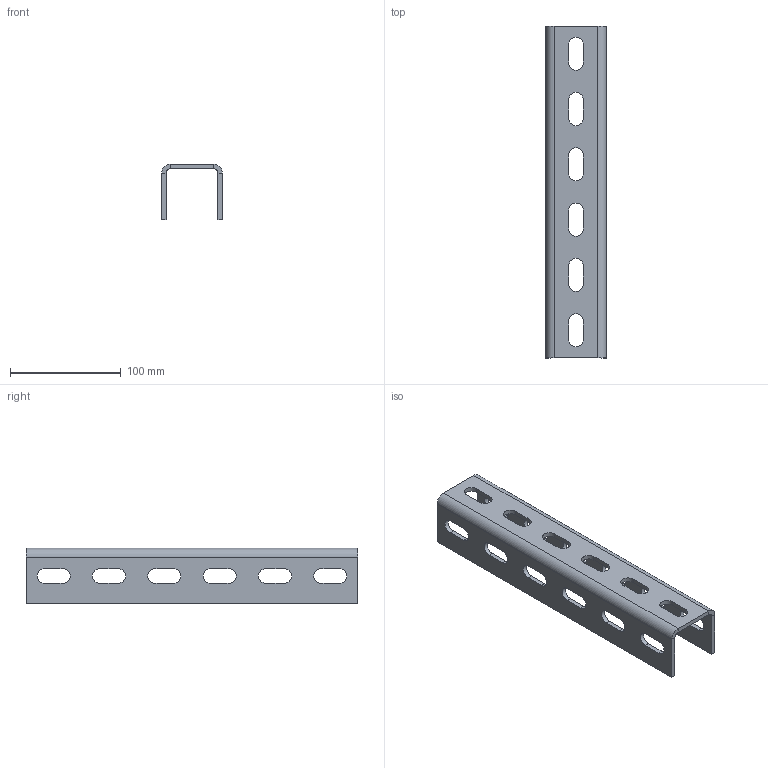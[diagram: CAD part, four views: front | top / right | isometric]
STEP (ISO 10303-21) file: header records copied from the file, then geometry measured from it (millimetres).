
FILE_DESCRIPTION((''),'2;1');
FILE_NAME('612203_PRT','2018-12-05T12:15:54',('tomasz.grudniewski'),(''),'CREO PARAMETRIC BY PTC INC, 2018260','CREO PARAMETRIC BY PTC INC, 2018260','');
FILE_SCHEMA(('CONFIG_CONTROL_DESIGN'));
Length unit declared in the file: millimetre
Products named in the file (1): 612203_PRT
Bounding box: 55 x 300 x 50 mm (x, y, z)
Volume: 144750.7 mm3; surface area: 81298.7 mm2
Topology: 1 solids, 1 shells, 94 faces, 260 edges, 168 vertices
Faces by surface type: plane 54, cylinder 40
Entity records: 3106 total; most frequent: DIRECTION 528, CARTESIAN_POINT 522, ORIENTED_EDGE 520, EDGE_CURVE 260, VECTOR 180, LINE 180, AXIS2_PLACEMENT_3D 174, VERTEX_POINT 168
